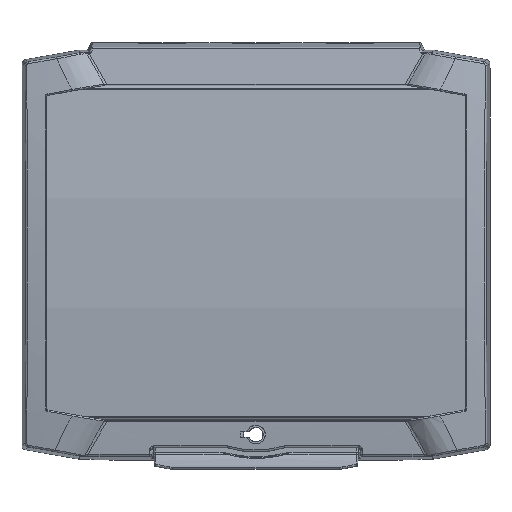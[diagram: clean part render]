
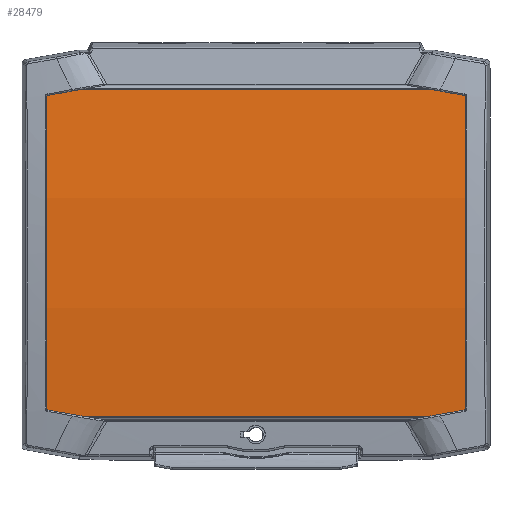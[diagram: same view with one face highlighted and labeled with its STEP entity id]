
A CAD part, top view. The second image highlights one B-rep face of the part: STEP entity #28479.
In plain terms, the highlighted cylindrical face has radius 698.5 mm (diameter 1397 mm), a partial arc.
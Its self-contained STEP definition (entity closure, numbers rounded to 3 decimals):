
#1978=LINE('',#62855,#4612);
#1988=LINE('',#62888,#4622);
#1991=LINE('',#62896,#4625);
#1992=LINE('',#62900,#4626);
#1993=LINE('',#62904,#4627);
#1994=LINE('',#62908,#4628);
#4612=VECTOR('',#35203,0.443);
#4622=VECTOR('',#35227,208.);
#4625=VECTOR('',#35236,0.443);
#4626=VECTOR('',#35239,208.);
#4627=VECTOR('',#35242,0.443);
#4628=VECTOR('',#35245,0.443);
#6509=CYLINDRICAL_SURFACE('',#30628,698.5);
#7683=FACE_OUTER_BOUND('',#9340,.T.);
#9340=EDGE_LOOP('',(#21802,#21803,#21804,#21805,#21806,#21807,#21808,#21809,
#21810,#21811,#21812,#21813));
#11335=CIRCLE('',#30629,698.5);
#11336=CIRCLE('',#30630,698.5);
#11337=CIRCLE('',#30631,698.5);
#11338=CIRCLE('',#30632,698.5);
#11339=CIRCLE('',#30633,698.5);
#11340=CIRCLE('',#30634,698.5);
#12836=VERTEX_POINT('',#62848);
#12839=VERTEX_POINT('',#62853);
#12850=VERTEX_POINT('',#62886);
#12851=VERTEX_POINT('',#62887);
#12852=VERTEX_POINT('',#62893);
#12853=VERTEX_POINT('',#62895);
#12854=VERTEX_POINT('',#62897);
#12855=VERTEX_POINT('',#62899);
#12856=VERTEX_POINT('',#62901);
#12857=VERTEX_POINT('',#62903);
#12858=VERTEX_POINT('',#62905);
#12859=VERTEX_POINT('',#62907);
#16117=EDGE_CURVE('',#12839,#12836,#1978,.T.);
#16131=EDGE_CURVE('',#12850,#12851,#1988,.T.);
#16134=EDGE_CURVE('',#12851,#12836,#11335,.T.);
#16135=EDGE_CURVE('',#12852,#12839,#11336,.T.);
#16136=EDGE_CURVE('',#12853,#12852,#1991,.T.);
#16137=EDGE_CURVE('',#12853,#12854,#11337,.T.);
#16138=EDGE_CURVE('',#12854,#12855,#1992,.T.);
#16139=EDGE_CURVE('',#12855,#12856,#11338,.T.);
#16140=EDGE_CURVE('',#12857,#12856,#1993,.T.);
#16141=EDGE_CURVE('',#12858,#12857,#11339,.T.);
#16142=EDGE_CURVE('',#12859,#12858,#1994,.T.);
#16143=EDGE_CURVE('',#12859,#12850,#11340,.T.);
#21802=ORIENTED_EDGE('',*,*,#16134,.T.);
#21803=ORIENTED_EDGE('',*,*,#16117,.F.);
#21804=ORIENTED_EDGE('',*,*,#16135,.F.);
#21805=ORIENTED_EDGE('',*,*,#16136,.F.);
#21806=ORIENTED_EDGE('',*,*,#16137,.T.);
#21807=ORIENTED_EDGE('',*,*,#16138,.T.);
#21808=ORIENTED_EDGE('',*,*,#16139,.T.);
#21809=ORIENTED_EDGE('',*,*,#16140,.F.);
#21810=ORIENTED_EDGE('',*,*,#16141,.F.);
#21811=ORIENTED_EDGE('',*,*,#16142,.F.);
#21812=ORIENTED_EDGE('',*,*,#16143,.T.);
#21813=ORIENTED_EDGE('',*,*,#16131,.T.);
#28479=ADVANCED_FACE('',(#7683),#6509,.T.);
#30628=AXIS2_PLACEMENT_3D('',#62891,#35230,#35231);
#30629=AXIS2_PLACEMENT_3D('',#62892,#35232,#35233);
#30630=AXIS2_PLACEMENT_3D('',#62894,#35234,#35235);
#30631=AXIS2_PLACEMENT_3D('',#62898,#35237,#35238);
#30632=AXIS2_PLACEMENT_3D('',#62902,#35240,#35241);
#30633=AXIS2_PLACEMENT_3D('',#62906,#35243,#35244);
#30634=AXIS2_PLACEMENT_3D('',#62909,#35246,#35247);
#35203=DIRECTION('',(1.,0.,0.));
#35227=DIRECTION('',(-1.,0.,0.));
#35230=DIRECTION('center_axis',(-1.,0.,0.));
#35231=DIRECTION('ref_axis',(0.,-1.,0.));
#35232=DIRECTION('center_axis',(-1.,0.,0.));
#35233=DIRECTION('ref_axis',(0.,-1.,0.));
#35234=DIRECTION('center_axis',(-1.,0.,0.));
#35235=DIRECTION('ref_axis',(0.,-1.,0.));
#35236=DIRECTION('',(-1.,0.,0.));
#35237=DIRECTION('center_axis',(-1.,0.,0.));
#35238=DIRECTION('ref_axis',(0.,-1.,0.));
#35239=DIRECTION('',(1.,0.,0.));
#35240=DIRECTION('center_axis',(1.,0.,0.));
#35241=DIRECTION('ref_axis',(0.,-1.,0.));
#35242=DIRECTION('',(-1.,0.,0.));
#35243=DIRECTION('center_axis',(1.,0.,0.));
#35244=DIRECTION('ref_axis',(0.,-1.,0.));
#35245=DIRECTION('',(1.,0.,0.));
#35246=DIRECTION('center_axis',(1.,0.,0.));
#35247=DIRECTION('ref_axis',(0.,-1.,0.));
#62848=CARTESIAN_POINT('',(-104.,80.573,10.137));
#62853=CARTESIAN_POINT('',(-104.443,80.573,10.137));
#62855=CARTESIAN_POINT('',(-104.443,80.573,10.137));
#62886=CARTESIAN_POINT('',(104.,80.,10.204));
#62887=CARTESIAN_POINT('',(-104.,80.,10.204));
#62888=CARTESIAN_POINT('',(104.,80.,10.204));
#62891=CARTESIAN_POINT('Origin',(0.,0.,-683.7));
#62892=CARTESIAN_POINT('Origin',(-104.,0.,-683.7));
#62893=CARTESIAN_POINT('',(-104.443,-80.573,10.137));
#62894=CARTESIAN_POINT('Origin',(-104.443,0.,-683.7));
#62895=CARTESIAN_POINT('',(-104.,-80.573,10.137));
#62896=CARTESIAN_POINT('',(-104.,-80.573,10.137));
#62897=CARTESIAN_POINT('',(-104.,-80.,10.204));
#62898=CARTESIAN_POINT('Origin',(-104.,0.,-683.7));
#62899=CARTESIAN_POINT('',(104.,-80.,10.204));
#62900=CARTESIAN_POINT('',(-104.,-80.,10.204));
#62901=CARTESIAN_POINT('',(104.,-80.573,10.137));
#62902=CARTESIAN_POINT('Origin',(104.,0.,-683.7));
#62903=CARTESIAN_POINT('',(104.443,-80.573,10.137));
#62904=CARTESIAN_POINT('',(104.443,-80.573,10.137));
#62905=CARTESIAN_POINT('',(104.443,80.573,10.137));
#62906=CARTESIAN_POINT('Origin',(104.443,0.,-683.7));
#62907=CARTESIAN_POINT('',(104.,80.573,10.137));
#62908=CARTESIAN_POINT('',(104.,80.573,10.137));
#62909=CARTESIAN_POINT('Origin',(104.,0.,-683.7));
